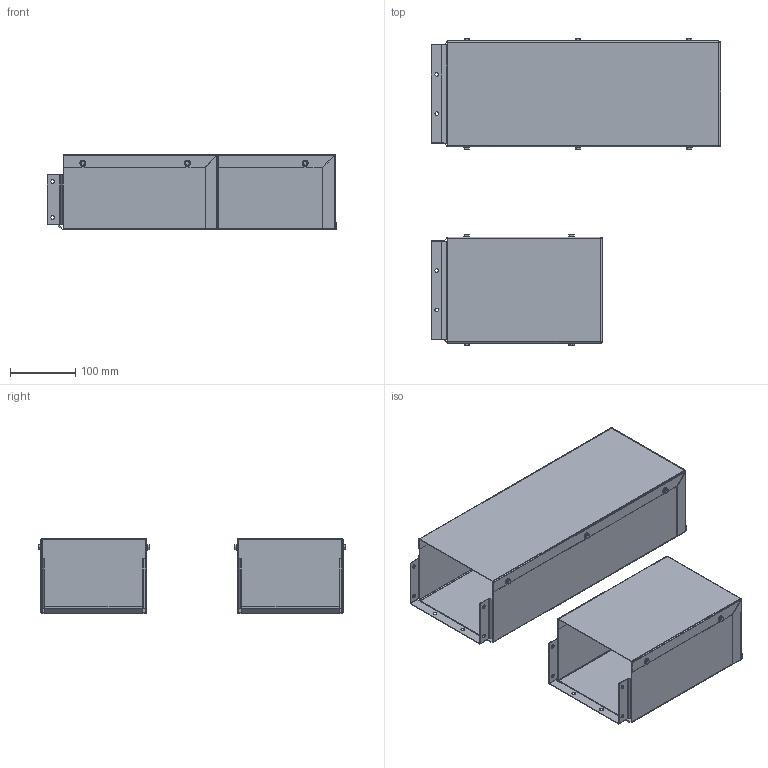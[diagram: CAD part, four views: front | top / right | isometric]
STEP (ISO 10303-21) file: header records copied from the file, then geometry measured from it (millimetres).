
FILE_DESCRIPTION((''),'2;1');
FILE_NAME('Schutzabdeckung MSL5-AB.stp','2012-11-26T10:55:41',('hartung_david'),(''),'Autodesk Inventor 2012','Autodesk Inventor 2012','');
FILE_SCHEMA(('AUTOMOTIVE_DESIGN { 1 0 10303 214 1 1 1 1 }'));
Length unit declared in the file: millimetre
Products named in the file (5): Schutzabdeckung MSL5-AB; Schutzabdeckung MSL5-AB1-010; Schutzabdeckung MSL5-AB1-020; Schutzabdeckung MSL5-AB2-020; Schutzabdeckung MSL5-AB2-010
Assembly tree (4 placements, depth 2):
  Schutzabdeckung MSL5-AB
    Schutzabdeckung MSL5-AB1-010
    Schutzabdeckung MSL5-AB1-020
    Schutzabdeckung MSL5-AB2-020
    Schutzabdeckung MSL5-AB2-010
Bounding box: 442 x 470 x 116 mm (x, y, z)
Volume: 444849 mm3; surface area: 894637.2 mm2
Topology: 4 solids, 4 shells, 1458 faces, 4090 edges, 2672 vertices
Faces by surface type: plane 766, cylinder 494, cone 170, torus 20, bspline 8
Full cylindrical faces by diameter (mm): 3.25 x10, 4 x22, 4.3 x10, 5.5 x12, 9 x10
Entity records: 47815 total; most frequent: CARTESIAN_POINT 8531, DIRECTION 7974, ORIENTED_EDGE 7836, EDGE_CURVE 3918, AXIS2_PLACEMENT_3D 2741, VERTEX_POINT 2634, VECTOR 2492, LINE 2492
